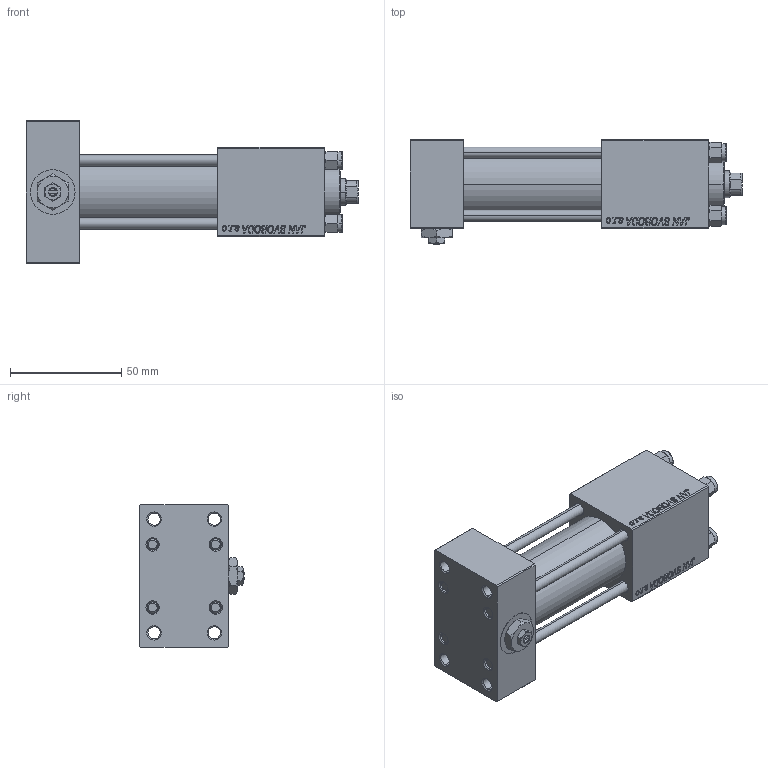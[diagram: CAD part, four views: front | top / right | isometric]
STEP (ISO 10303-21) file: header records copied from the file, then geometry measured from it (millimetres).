
FILE_DESCRIPTION (( 'STEP AP203' ), '1' );
FILE_NAME ('f35f.STEP', '2023-08-22T21:55:37', ( '' ), ( '' ), 'SwSTEP 2.0', 'SolidWorks 2019', '' );
FILE_SCHEMA (( 'CONFIG_CONTROL_DESIGN' ));
Length unit declared in the file: millimetre
Products named in the file (7): V215CR_E_Body 741be25fe28fba6e2bfb9209af0de6dd; V215CR_TYCINKA_E 741be25fe28fba6e2bfb9209af0de6dd; f35f; V215_VC_A 741be25fe28fba6e2bfb9209af0de6dd; V215CR_VCP_E 741be25fe28fba6e2bfb9209af0de6dd; NUT_M5_E 741be25fe28fba6e2bfb9209af0de6dd; Zatka_pro_OIL_PORT 741be25fe28fba6e2bfb9209af0de6dd
Assembly tree (12 placements, depth 2):
  f35f
    V215CR_E_Body 741be25fe28fba6e2bfb9209af0de6dd
    V215CR_VCP_E 741be25fe28fba6e2bfb9209af0de6dd
    V215CR_TYCINKA_E 741be25fe28fba6e2bfb9209af0de6dd  x4
    NUT_M5_E 741be25fe28fba6e2bfb9209af0de6dd  x4
    V215_VC_A 741be25fe28fba6e2bfb9209af0de6dd
    Zatka_pro_OIL_PORT 741be25fe28fba6e2bfb9209af0de6dd
Bounding box: 149 x 47 x 64 mm (x, y, z)
Volume: 169673 mm3; surface area: 67339.6 mm2
Topology: 12 solids, 12 shells, 1188 faces, 2972 edges, 1913 vertices
Faces by surface type: plane 520, bspline 392, cone 174, cylinder 94, torus 8
Entity records: 51613 total; most frequent: CARTESIAN_POINT 27511, ORIENTED_EDGE 5436, DIRECTION 3486, EDGE_CURVE 2718, VERTEX_POINT 1769, LINE 1598, VECTOR 1598, EDGE_LOOP 1203
